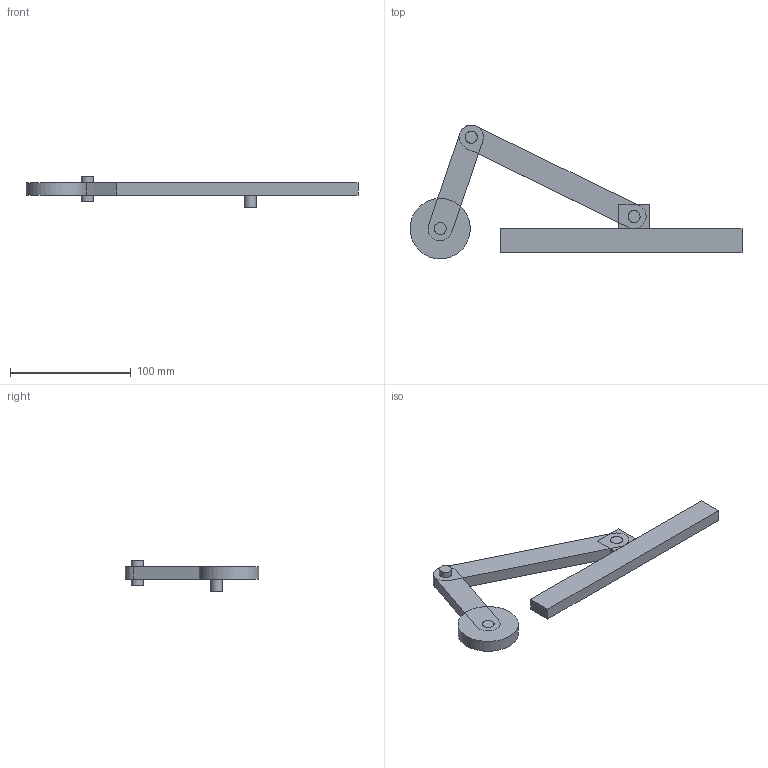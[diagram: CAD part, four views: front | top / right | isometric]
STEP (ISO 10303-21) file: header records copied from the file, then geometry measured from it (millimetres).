
FILE_DESCRIPTION(/* description */ (''),/* implementation_level */ '2;1');
FILE_NAME(/* name */ 'Slider Crank.step',/* time_stamp */ '2025-06-18T20:54:34+05:30',/* author */ (''),/* organization */ (''),/* preprocessor_version */ 'ST-DEVELOPER v20.1',/* originating_system */ 'Autodesk Translation Framework v14.4.0.0',/* authorisation */ '');
FILE_SCHEMA (('AUTOMOTIVE_DESIGN { 1 0 10303 214 3 1 1 }'));
Length unit declared in the file: millimetre
Products named in the file (9): Slider Crank(mod.); pin 3; Pin 2; Pin3; rotor Wheel; Ceank 1; Crank 2; Slider; slider path
Assembly tree (8 placements, depth 2):
  Slider Crank(mod.)
    pin 3
    Pin 2
    Pin3
    rotor Wheel
    Ceank 1
    Crank 2
    Slider
    slider path
Bounding box: 275 x 110.74 x 25 mm (x, y, z)
Volume: 116132.7 mm3; surface area: 39095.6 mm2
Topology: 8 solids, 8 shells, 42 faces, 78 edges, 52 vertices
Faces by surface type: plane 28, cylinder 14
Full cylindrical faces by diameter (mm): 10 x9, 50 x1
Entity records: 1383 total; most frequent: DIRECTION 226, CARTESIAN_POINT 190, ORIENTED_EDGE 156, AXIS2_PLACEMENT_3D 88, EDGE_CURVE 78, EDGE_LOOP 54, VERTEX_POINT 52, LINE 50
